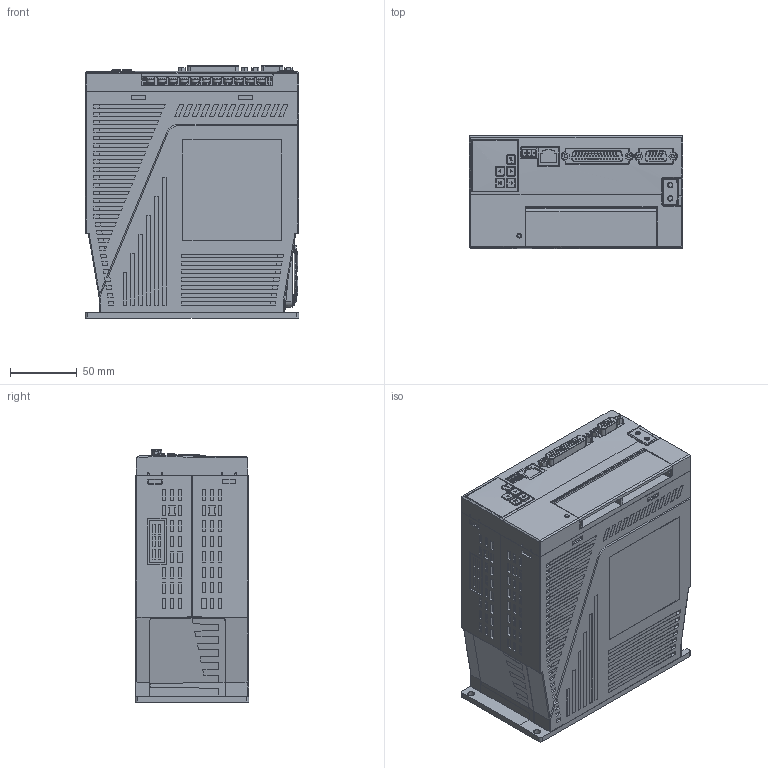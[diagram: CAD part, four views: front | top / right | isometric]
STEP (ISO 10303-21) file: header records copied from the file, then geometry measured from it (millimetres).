
FILE_DESCRIPTION((''),'2;1');
FILE_NAME('P0071_2','2021-04-30T18:55:54',('Administrator'),(''),'CREO PARAMETRIC BY PTC INC, 2018050','CREO PARAMETRIC BY PTC INC, 2018050','');
FILE_SCHEMA(('CONFIG_CONTROL_DESIGN'));
Products named in the file (1): P0071_2
Bounding box: 160 x 85 x 189.05 mm (x, y, z)
Volume: 2391449.9 mm3; surface area: 202210.4 mm2
Topology: 2 solids, 18 shells, 3601 faces, 9433 edges, 6199 vertices
Faces by surface type: plane 2599, cylinder 745, torus 96, cone 82, bspline 79
Entity records: 121728 total; most frequent: CARTESIAN_POINT 33081, ORIENTED_EDGE 18866, DIRECTION 17190, EDGE_CURVE 9433, VECTOR 7074, LINE 7074, VERTEX_POINT 6199, AXIS2_PLACEMENT_3D 5058
